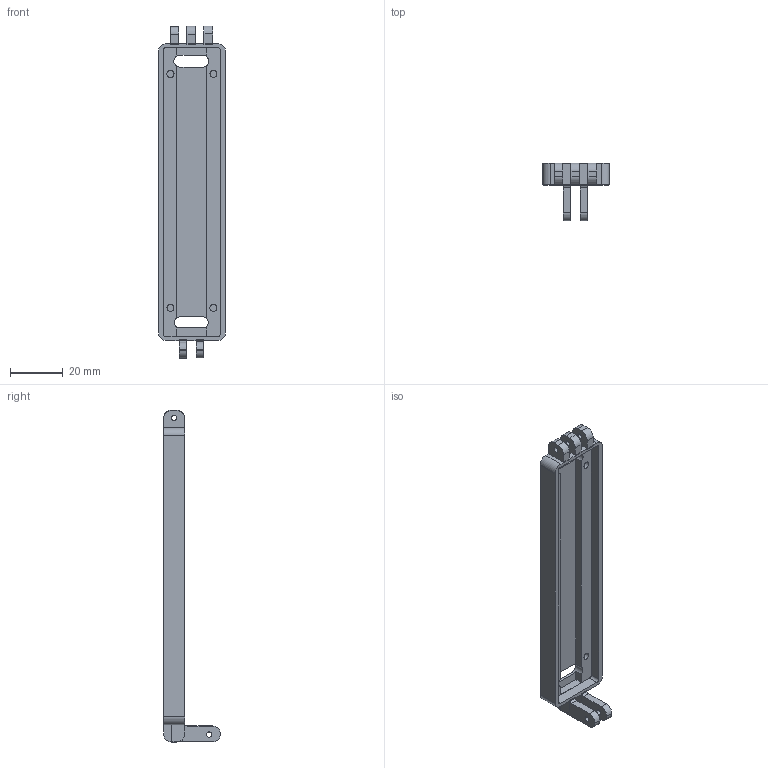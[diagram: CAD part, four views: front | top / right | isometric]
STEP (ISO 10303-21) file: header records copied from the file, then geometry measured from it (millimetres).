
FILE_DESCRIPTION(('FreeCAD Model'),'2;1');
FILE_NAME('Open CASCADE Shape Model','2024-06-10T12:21:29',(''),(''), 'Open CASCADE STEP processor 7.6','FreeCAD','Unknown');
FILE_SCHEMA(('AUTOMOTIVE_DESIGN { 1 0 10303 214 1 1 1 1 }'));
Length unit declared in the file: millimetre
Products named in the file (1): Branch Inferior Vertical
Bounding box: 25.4 x 21.49 x 125.72 mm (x, y, z)
Volume: 10558.9 mm3; surface area: 10743.2 mm2
Topology: 1 solids, 1 shells, 123 faces, 332 edges, 214 vertices
Faces by surface type: plane 86, cylinder 37
Full cylindrical faces by diameter (mm): 1.944 x3, 2.042 x2, 2.608 x1, 2.623 x1, 2.633 x1, 2.732 x1
Entity records: 8330 total; most frequent: CARTESIAN_POINT 1592, DIRECTION 1286, LINE 824, VECTOR 824, ORIENTED_EDGE 664, PCURVE 664, DEFINITIONAL_REPRESENTATION 664, EDGE_CURVE 332
